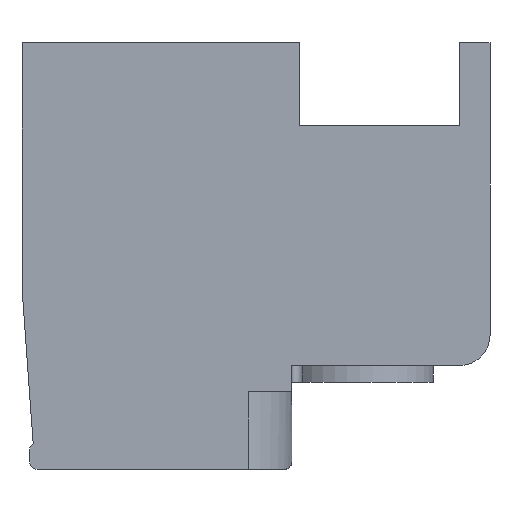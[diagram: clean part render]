
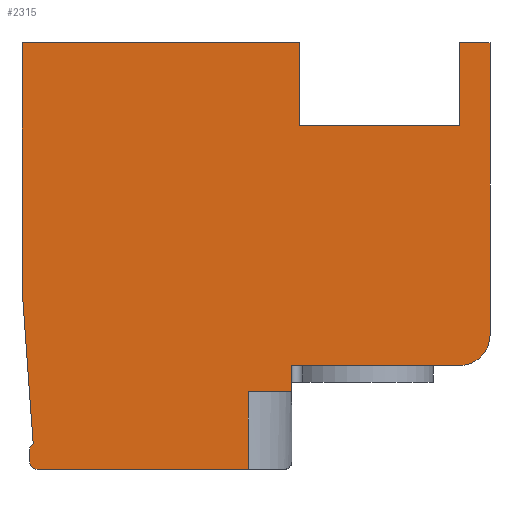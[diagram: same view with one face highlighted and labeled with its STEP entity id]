
A CAD part, front view. The second image highlights one B-rep face of the part: STEP entity #2315.
In plain terms, the highlighted planar face has unit normal (0, -1, 0).
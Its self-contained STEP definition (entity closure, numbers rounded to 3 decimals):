
#1=DIRECTION('',(0.,0.,1.));
#2=VECTOR('',#1,2.05);
#3=CARTESIAN_POINT('',(-0.15,0.,-6.175));
#4=LINE('',#3,#2);
#5=DIRECTION('',(-1.,0.,0.));
#6=VECTOR('',#5,5.6);
#7=CARTESIAN_POINT('',(-0.15,0.,-6.175));
#8=LINE('',#7,#6);
#9=CARTESIAN_POINT('',(-5.75,0.,-5.975));
#10=DIRECTION('',(0.,1.,0.));
#11=DIRECTION('',(0.,0.,-1.));
#12=AXIS2_PLACEMENT_3D('',#9,#10,#11);
#14=DIRECTION('',(0.,0.,1.));
#15=VECTOR('',#14,0.3);
#16=CARTESIAN_POINT('',(-5.95,0.,-5.975));
#17=LINE('',#16,#15);
#18=CARTESIAN_POINT('',(-5.75,0.,-5.675));
#19=DIRECTION('',(0.,1.,0.));
#20=DIRECTION('',(-1.,0.,0.));
#21=AXIS2_PLACEMENT_3D('',#18,#19,#20);
#23=DIRECTION('',(-0.072,0.,0.997));
#24=VECTOR('',#23,4.13);
#25=CARTESIAN_POINT('',(-5.854,0.,-5.504));
#26=LINE('',#25,#24);
#27=DIRECTION('',(0.,0.,1.));
#28=VECTOR('',#27,6.51);
#29=CARTESIAN_POINT('',(-6.15,0.,-1.385));
#30=LINE('',#29,#28);
#31=DIRECTION('',(1.,0.,0.));
#32=VECTOR('',#31,7.35);
#33=CARTESIAN_POINT('',(-6.15,0.,5.125));
#34=LINE('',#33,#32);
#35=DIRECTION('',(0.,0.,-1.));
#36=VECTOR('',#35,2.2);
#37=CARTESIAN_POINT('',(1.2,0.,5.125));
#38=LINE('',#37,#36);
#39=DIRECTION('',(1.,0.,0.));
#40=VECTOR('',#39,4.25);
#41=CARTESIAN_POINT('',(1.2,0.,2.925));
#42=LINE('',#41,#40);
#43=DIRECTION('',(0.,0.,1.));
#44=VECTOR('',#43,2.2);
#45=CARTESIAN_POINT('',(5.45,0.,2.925));
#46=LINE('',#45,#44);
#47=DIRECTION('',(1.,0.,0.));
#48=VECTOR('',#47,0.8);
#49=CARTESIAN_POINT('',(5.45,0.,5.125));
#50=LINE('',#49,#48);
#51=DIRECTION('',(0.,0.,-1.));
#52=VECTOR('',#51,7.75);
#53=CARTESIAN_POINT('',(6.25,0.,5.125));
#54=LINE('',#53,#52);
#55=CARTESIAN_POINT('',(5.45,0.,-2.625));
#56=DIRECTION('',(0.,1.,0.));
#57=DIRECTION('',(1.,0.,0.));
#58=AXIS2_PLACEMENT_3D('',#55,#56,#57);
#60=DIRECTION('',(-1.,0.,0.));
#61=VECTOR('',#60,4.45);
#62=CARTESIAN_POINT('',(5.45,0.,-3.425));
#63=LINE('',#62,#61);
#64=DIRECTION('',(0.,0.,-1.));
#65=VECTOR('',#64,0.7);
#66=CARTESIAN_POINT('',(1.,0.,-3.425));
#67=LINE('',#66,#65);
#68=DIRECTION('',(1.,0.,0.));
#69=VECTOR('',#68,1.15);
#70=CARTESIAN_POINT('',(-0.15,0.,-4.125));
#71=LINE('',#70,#69);
#1766=CARTESIAN_POINT('',(6.25,0.,5.125));
#1767=CARTESIAN_POINT('',(6.25,0.,-2.625));
#1768=VERTEX_POINT('',#1766);
#1769=VERTEX_POINT('',#1767);
#1770=CARTESIAN_POINT('',(5.45,0.,-3.425));
#1771=VERTEX_POINT('',#1770);
#1772=CARTESIAN_POINT('',(1.,0.,-3.425));
#1773=VERTEX_POINT('',#1772);
#1774=CARTESIAN_POINT('',(-5.75,0.,-6.175));
#1775=CARTESIAN_POINT('',(-5.95,0.,-5.975));
#1776=VERTEX_POINT('',#1774);
#1777=VERTEX_POINT('',#1775);
#1778=CARTESIAN_POINT('',(-5.95,0.,-5.675));
#1779=VERTEX_POINT('',#1778);
#1780=CARTESIAN_POINT('',(-5.854,0.,-5.504));
#1781=VERTEX_POINT('',#1780);
#1782=CARTESIAN_POINT('',(-6.15,0.,-1.385));
#1783=VERTEX_POINT('',#1782);
#1784=CARTESIAN_POINT('',(-6.15,0.,5.125));
#1785=VERTEX_POINT('',#1784);
#1786=CARTESIAN_POINT('',(1.2,0.,5.125));
#1787=CARTESIAN_POINT('',(1.2,0.,2.925));
#1788=VERTEX_POINT('',#1786);
#1789=VERTEX_POINT('',#1787);
#1790=CARTESIAN_POINT('',(5.45,0.,2.925));
#1791=VERTEX_POINT('',#1790);
#1792=CARTESIAN_POINT('',(5.45,0.,5.125));
#1793=VERTEX_POINT('',#1792);
#2244=CARTESIAN_POINT('',(-0.15,0.,-6.175));
#2245=CARTESIAN_POINT('',(-0.15,0.,-4.125));
#2246=VERTEX_POINT('',#2244);
#2247=VERTEX_POINT('',#2245);
#2248=CARTESIAN_POINT('',(1.,0.,-4.125));
#2249=VERTEX_POINT('',#2248);
#2274=CARTESIAN_POINT('',(0.,0.,0.));
#2275=DIRECTION('',(0.,1.,0.));
#2276=DIRECTION('',(1.,0.,0.));
#2277=AXIS2_PLACEMENT_3D('',#2274,#2275,#2276);
#2278=PLANE('',#2277);
#2280=ORIENTED_EDGE('',*,*,#2279,.F.);
#2282=ORIENTED_EDGE('',*,*,#2281,.T.);
#2284=ORIENTED_EDGE('',*,*,#2283,.T.);
#2286=ORIENTED_EDGE('',*,*,#2285,.T.);
#2288=ORIENTED_EDGE('',*,*,#2287,.T.);
#2290=ORIENTED_EDGE('',*,*,#2289,.T.);
#2292=ORIENTED_EDGE('',*,*,#2291,.T.);
#2294=ORIENTED_EDGE('',*,*,#2293,.T.);
#2296=ORIENTED_EDGE('',*,*,#2295,.T.);
#2298=ORIENTED_EDGE('',*,*,#2297,.T.);
#2300=ORIENTED_EDGE('',*,*,#2299,.T.);
#2302=ORIENTED_EDGE('',*,*,#2301,.T.);
#2304=ORIENTED_EDGE('',*,*,#2303,.T.);
#2306=ORIENTED_EDGE('',*,*,#2305,.T.);
#2308=ORIENTED_EDGE('',*,*,#2307,.T.);
#2310=ORIENTED_EDGE('',*,*,#2309,.T.);
#2312=ORIENTED_EDGE('',*,*,#2311,.F.);
#2313=EDGE_LOOP('',(#2280,#2282,#2284,#2286,#2288,#2290,#2292,#2294,#2296,#2298,
#2300,#2302,#2304,#2306,#2308,#2310,#2312));
#2314=FACE_OUTER_BOUND('',#2313,.F.);
#2315=ADVANCED_FACE('',(#2314),#2278,.F.);
#13=CIRCLE('',#12,0.2);
#22=CIRCLE('',#21,0.2);
#59=CIRCLE('',#58,0.8);
#2279=EDGE_CURVE('',#2246,#2247,#4,.T.);
#2281=EDGE_CURVE('',#2246,#1776,#8,.T.);
#2283=EDGE_CURVE('',#1776,#1777,#13,.T.);
#2285=EDGE_CURVE('',#1777,#1779,#17,.T.);
#2287=EDGE_CURVE('',#1779,#1781,#22,.T.);
#2289=EDGE_CURVE('',#1781,#1783,#26,.T.);
#2291=EDGE_CURVE('',#1783,#1785,#30,.T.);
#2293=EDGE_CURVE('',#1785,#1788,#34,.T.);
#2295=EDGE_CURVE('',#1788,#1789,#38,.T.);
#2297=EDGE_CURVE('',#1789,#1791,#42,.T.);
#2299=EDGE_CURVE('',#1791,#1793,#46,.T.);
#2301=EDGE_CURVE('',#1793,#1768,#50,.T.);
#2303=EDGE_CURVE('',#1768,#1769,#54,.T.);
#2305=EDGE_CURVE('',#1769,#1771,#59,.T.);
#2307=EDGE_CURVE('',#1771,#1773,#63,.T.);
#2309=EDGE_CURVE('',#1773,#2249,#67,.T.);
#2311=EDGE_CURVE('',#2247,#2249,#71,.T.);
